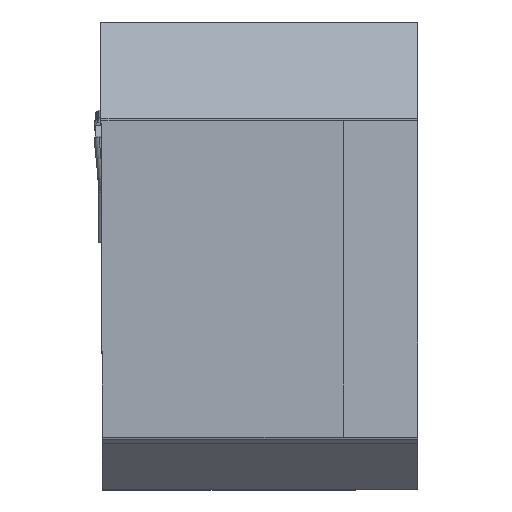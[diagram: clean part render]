
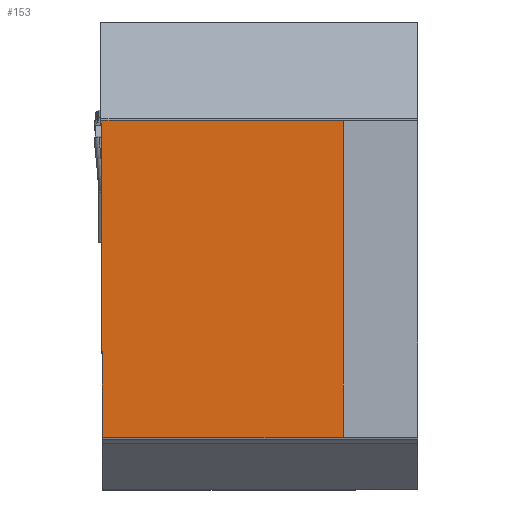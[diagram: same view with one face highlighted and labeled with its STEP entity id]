
A CAD part, top view. The second image highlights one B-rep face of the part: STEP entity #153.
In plain terms, the highlighted planar face has unit normal (0, 0, 1).
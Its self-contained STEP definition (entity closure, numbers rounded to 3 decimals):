
#153=ADVANCED_FACE('BLANK_BOXF006',(#298),#240,.T.);
#240=PLANE('',#1914);
#298=FACE_OUTER_BOUND('',#387,.T.);
#387=EDGE_LOOP('',(#636,#637,#638,#639));
#636=ORIENTED_EDGE('',*,*,#1277,.T.);
#637=ORIENTED_EDGE('',*,*,#1278,.T.);
#638=ORIENTED_EDGE('',*,*,#1279,.F.);
#639=ORIENTED_EDGE('',*,*,#1221,.F.);
#1057=VERTEX_POINT('',#2411);
#1058=VERTEX_POINT('',#2413);
#1099=VERTEX_POINT('',#2538);
#1100=VERTEX_POINT('',#2540);
#1221=EDGE_CURVE('',#1057,#1058,#1468,.T.);
#1277=EDGE_CURVE('',#1057,#1099,#1512,.T.);
#1278=EDGE_CURVE('',#1099,#1100,#1513,.T.);
#1279=EDGE_CURVE('',#1058,#1100,#1514,.T.);
#1468=LINE('',#2412,#1643);
#1512=LINE('',#2537,#1687);
#1513=LINE('',#2539,#1688);
#1514=LINE('',#2541,#1689);
#1643=VECTOR('',#2003,1.);
#1687=VECTOR('',#2095,1.);
#1688=VECTOR('',#2096,1.);
#1689=VECTOR('',#2097,1.);
#1914=AXIS2_PLACEMENT_3D('',#2542,#2098,#2099);
#2003=DIRECTION('',(-0.004,1.,0.));
#2095=DIRECTION('',(1.,0.,0.));
#2096=DIRECTION('',(0.,1.,0.));
#2097=DIRECTION('',(1.,0.,0.));
#2098=DIRECTION('',(0.,0.,1.));
#2099=DIRECTION('',(-1.,0.,0.));
#2411=CARTESIAN_POINT('',(0.055,0.,0.));
#2412=CARTESIAN_POINT('',(-0.021,17.474,0.));
#2413=CARTESIAN_POINT('',(0.,12.625,0.));
#2537=CARTESIAN_POINT('',(34.625,0.,0.));
#2538=CARTESIAN_POINT('',(9.651,0.,0.));
#2539=CARTESIAN_POINT('',(9.651,12.625,0.));
#2540=CARTESIAN_POINT('',(9.651,12.625,0.));
#2541=CARTESIAN_POINT('',(34.625,12.625,0.));
#2542=CARTESIAN_POINT('',(34.625,17.625,0.));
